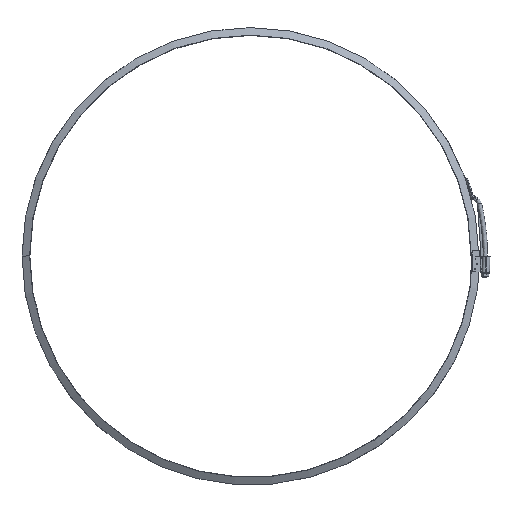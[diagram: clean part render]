
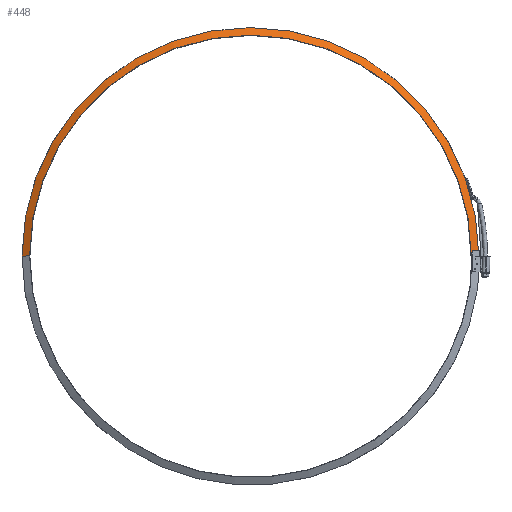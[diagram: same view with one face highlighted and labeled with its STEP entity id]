
A CAD part, top view. The second image highlights one B-rep face of the part: STEP entity #448.
In plain terms, the highlighted conical face has half-angle 60 degrees and reference radius 422 mm.
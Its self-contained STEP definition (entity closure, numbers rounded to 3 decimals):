
#117=CONICAL_SURFACE('',#2753,422.,60.);
#305=FACE_OUTER_BOUND('',#953,.T.);
#448=ADVANCED_FACE('',(#305),#117,.T.);
#610=LINE('',#4779,#724);
#621=LINE('',#4836,#735);
#724=VECTOR('',#3123,1.);
#735=VECTOR('',#3192,1.);
#953=EDGE_LOOP('',(#1350,#1351,#1352,#1353));
#1350=ORIENTED_EDGE('',*,*,#2183,.T.);
#1351=ORIENTED_EDGE('',*,*,#2184,.T.);
#1352=ORIENTED_EDGE('',*,*,#2181,.F.);
#1353=ORIENTED_EDGE('',*,*,#2155,.F.);
#1878=VERTEX_POINT('',#4774);
#1880=VERTEX_POINT('',#4780);
#1895=VERTEX_POINT('',#4831);
#1896=VERTEX_POINT('',#4835);
#2155=EDGE_CURVE('',#1878,#1880,#610,.T.);
#2181=EDGE_CURVE('',#1880,#1895,#2554,.T.);
#2183=EDGE_CURVE('',#1878,#1896,#2556,.T.);
#2184=EDGE_CURVE('',#1896,#1895,#621,.T.);
#2554=CIRCLE('',#2749,435.75);
#2556=CIRCLE('',#2752,422.);
#2749=AXIS2_PLACEMENT_3D('',#4830,#3184,#3185);
#2752=AXIS2_PLACEMENT_3D('',#4834,#3190,#3191);
#2753=AXIS2_PLACEMENT_3D('',#4837,#3193,#3194);
#3123=DIRECTION('',(-0.866,0.,-0.5));
#3184=DIRECTION('',(0.,0.,-1.));
#3185=DIRECTION('',(-1.,0.,0.));
#3190=DIRECTION('',(0.,0.,-1.));
#3191=DIRECTION('',(-1.,0.,0.));
#3192=DIRECTION('',(0.866,0.,-0.5));
#3193=DIRECTION('',(0.,0.,-1.));
#3194=DIRECTION('',(-1.,0.,0.));
#4774=CARTESIAN_POINT('',(-422.,0.,12.549));
#4779=CARTESIAN_POINT('',(-422.,0.,12.549));
#4780=CARTESIAN_POINT('',(-435.75,0.,4.61));
#4830=CARTESIAN_POINT('',(0.,0.,4.61));
#4831=CARTESIAN_POINT('',(435.75,0.,4.61));
#4834=CARTESIAN_POINT('',(0.,0.,12.549));
#4835=CARTESIAN_POINT('',(422.,0.,12.549));
#4836=CARTESIAN_POINT('',(422.,0.,12.549));
#4837=CARTESIAN_POINT('',(0.,0.,12.549));
